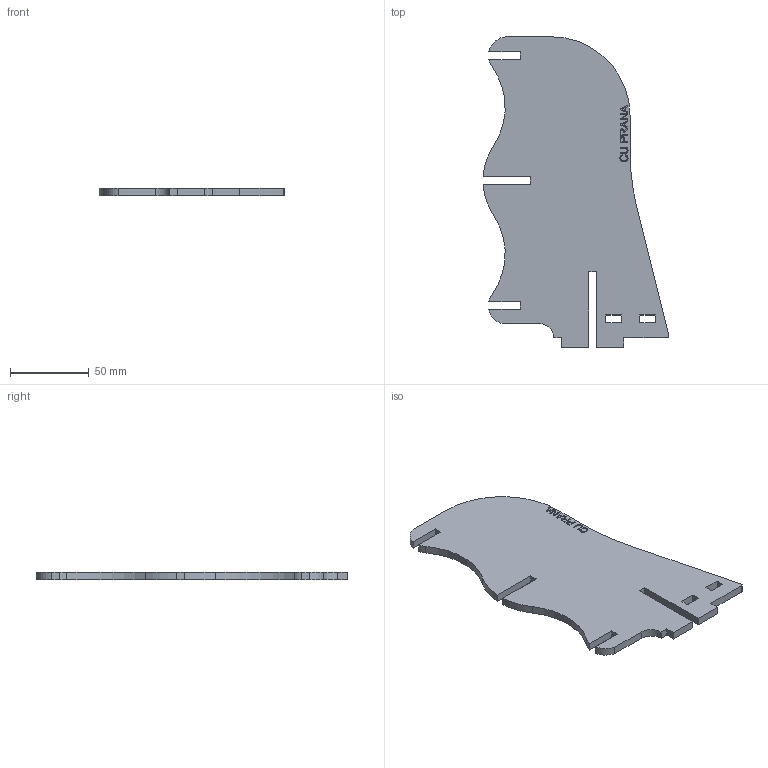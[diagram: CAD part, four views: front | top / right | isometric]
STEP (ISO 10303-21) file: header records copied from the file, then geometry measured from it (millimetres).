
FILE_DESCRIPTION(/* description */ (''),/* implementation_level */ '2;1');
FILE_NAME(/* name */ 'Pusher_Side.step',/* time_stamp */ '2020-04-03T12:27:37+07:00',/* author */ (''),/* organization */ (''),/* preprocessor_version */ 'ST-DEVELOPER v18',/* originating_system */ 'Autodesk Translation Framework v8.12.0.6',/* authorisation */ '');
FILE_SCHEMA (('AUTOMOTIVE_DESIGN { 1 0 10303 214 3 1 1 }'));
Length unit declared in the file: millimetre
Products named in the file (1): Pusher_Side_Guider_6mm
Bounding box: 118.14 x 197.42 x 5 mm (x, y, z)
Volume: 81603.9 mm3; surface area: 37047.9 mm2
Topology: 1 solids, 1 shells, 177 faces, 492 edges, 328 vertices
Faces by surface type: plane 103, bspline 62, cylinder 12
Entity records: 6231 total; most frequent: CARTESIAN_POINT 2052, ORIENTED_EDGE 984, DIRECTION 624, EDGE_CURVE 492, LINE 344, VECTOR 344, VERTEX_POINT 328, EDGE_LOOP 192
